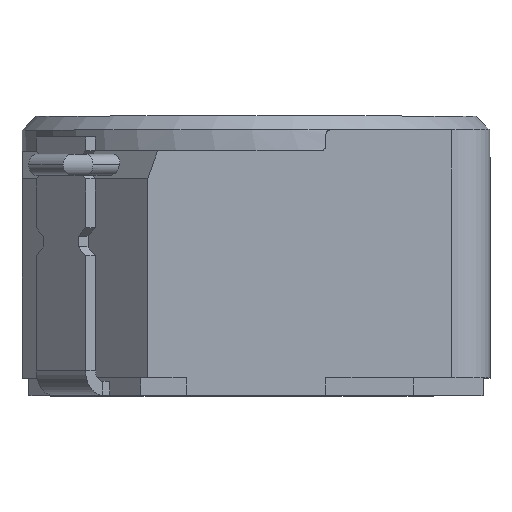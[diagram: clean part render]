
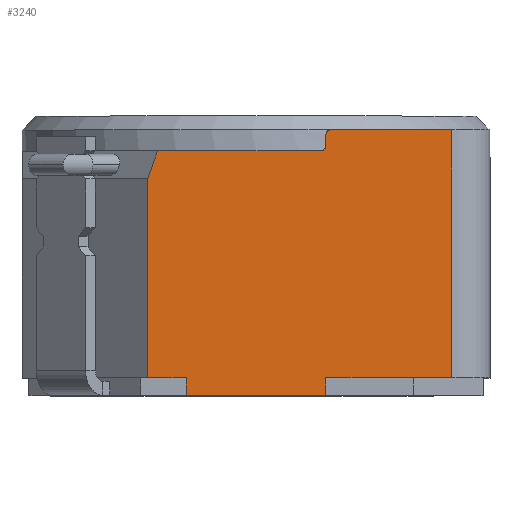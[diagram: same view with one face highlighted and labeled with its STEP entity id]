
A CAD part, top view. The second image highlights one B-rep face of the part: STEP entity #3240.
In plain terms, the highlighted planar face has unit normal (0, 0, 1).
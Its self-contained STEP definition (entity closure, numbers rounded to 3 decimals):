
#43 = VECTOR ( 'NONE', #1326, 1000. ) ;
#60 = EDGE_CURVE ( 'NONE', #1154, #4532, #1835, .T. ) ;
#191 = VERTEX_POINT ( 'NONE', #2672 ) ;
#319 = DIRECTION ( 'NONE',  ( 0., -1., 0. ) ) ;
#326 = ORIENTED_EDGE ( 'NONE', *, *, #60, .F. ) ;
#345 = CARTESIAN_POINT ( 'NONE',  ( 2.8, -9.475, 3.35 ) ) ;
#396 = DIRECTION ( 'NONE',  ( 1., 0., 0. ) ) ;
#523 = VECTOR ( 'NONE', #576, 1000. ) ;
#528 = EDGE_CURVE ( 'NONE', #4991, #4532, #1029, .T. ) ;
#535 = AXIS2_PLACEMENT_3D ( 'NONE', #1187, #1614, #4152 ) ;
#576 = DIRECTION ( 'NONE',  ( 1., 0., 0. ) ) ;
#616 = CARTESIAN_POINT ( 'NONE',  ( 0., 3.5, 3.35 ) ) ;
#617 = ORIENTED_EDGE ( 'NONE', *, *, #2911, .T. ) ;
#646 = FACE_OUTER_BOUND ( 'NONE', #4703, .T. ) ;
#697 = VECTOR ( 'NONE', #3798, 1000. ) ;
#700 = VERTEX_POINT ( 'NONE', #1160 ) ;
#703 = EDGE_CURVE ( 'NONE', #1142, #4991, #1226, .T. ) ;
#819 = VECTOR ( 'NONE', #3589, 1000. ) ;
#846 = ORIENTED_EDGE ( 'NONE', *, *, #1489, .F. ) ;
#855 = CARTESIAN_POINT ( 'NONE',  ( -5.502, -8.078, 3.35 ) ) ;
#859 = CARTESIAN_POINT ( 'NONE',  ( 1., 0.25, 3.35 ) ) ;
#880 = LINE ( 'NONE', #5128, #4581 ) ;
#903 = VERTEX_POINT ( 'NONE', #4076 ) ;
#947 = LINE ( 'NONE', #2739, #819 ) ;
#973 = CARTESIAN_POINT ( 'NONE',  ( -1.55, 3.5, 3.35 ) ) ;
#1029 = LINE ( 'NONE', #4189, #4259 ) ;
#1031 = DIRECTION ( 'NONE',  ( 0., 0., 1. ) ) ;
#1082 = VERTEX_POINT ( 'NONE', #4244 ) ;
#1087 = ORIENTED_EDGE ( 'NONE', *, *, #2621, .T. ) ;
#1102 = LINE ( 'NONE', #3718, #4605 ) ;
#1142 = VERTEX_POINT ( 'NONE', #4378 ) ;
#1154 = VERTEX_POINT ( 'NONE', #5415 ) ;
#1160 = CARTESIAN_POINT ( 'NONE',  ( 2.8, 3.8, 3.35 ) ) ;
#1187 = CARTESIAN_POINT ( 'NONE',  ( 1.075, 3.725, 3.35 ) ) ;
#1226 = LINE ( 'NONE', #4149, #2223 ) ;
#1245 = DIRECTION ( 'NONE',  ( 0., -1., 0. ) ) ;
#1273 = VECTOR ( 'NONE', #5119, 1000. ) ;
#1326 = DIRECTION ( 'NONE',  ( -1., 0., 0. ) ) ;
#1346 = VECTOR ( 'NONE', #3752, 1000. ) ;
#1460 = DIRECTION ( 'NONE',  ( 0., 0., -1. ) ) ;
#1484 = DIRECTION ( 'NONE',  ( 1., 0., 0. ) ) ;
#1489 = EDGE_CURVE ( 'NONE', #1142, #903, #880, .T. ) ;
#1511 = VERTEX_POINT ( 'NONE', #4773 ) ;
#1572 = ORIENTED_EDGE ( 'NONE', *, *, #1629, .F. ) ;
#1614 = DIRECTION ( 'NONE',  ( 0., 0., 1. ) ) ;
#1629 = EDGE_CURVE ( 'NONE', #191, #1154, #947, .T. ) ;
#1673 = VERTEX_POINT ( 'NONE', #616 ) ;
#1701 = CARTESIAN_POINT ( 'NONE',  ( 0., 3.5, 3.35 ) ) ;
#1823 = LINE ( 'NONE', #5032, #697 ) ;
#1831 = ORIENTED_EDGE ( 'NONE', *, *, #5100, .T. ) ;
#1835 = LINE ( 'NONE', #2550, #43 ) ;
#1933 = ORIENTED_EDGE ( 'NONE', *, *, #2113, .F. ) ;
#1997 = ORIENTED_EDGE ( 'NONE', *, *, #528, .T. ) ;
#2075 = ORIENTED_EDGE ( 'NONE', *, *, #703, .T. ) ;
#2113 = EDGE_CURVE ( 'NONE', #1082, #1673, #5136, .T. ) ;
#2150 = ORIENTED_EDGE ( 'NONE', *, *, #3917, .T. ) ;
#2223 = VECTOR ( 'NONE', #396, 1000. ) ;
#2272 = ORIENTED_EDGE ( 'NONE', *, *, #3612, .T. ) ;
#2322 = DIRECTION ( 'NONE',  ( 1., 0., 0. ) ) ;
#2550 = CARTESIAN_POINT ( 'NONE',  ( -1.55, 0., 3.35 ) ) ;
#2621 = EDGE_CURVE ( 'NONE', #2640, #4406, #5133, .T. ) ;
#2640 = VERTEX_POINT ( 'NONE', #3957 ) ;
#2672 = CARTESIAN_POINT ( 'NONE',  ( 1., 0.25, 3.35 ) ) ;
#2691 = AXIS2_PLACEMENT_3D ( 'NONE', #4370, #1460, #2322 ) ;
#2739 = CARTESIAN_POINT ( 'NONE',  ( 1., 0.25, 3.35 ) ) ;
#2910 = CARTESIAN_POINT ( 'NONE',  ( -1., 0., 3.35 ) ) ;
#2911 = EDGE_CURVE ( 'NONE', #1511, #2640, #1102, .T. ) ;
#2931 = LINE ( 'NONE', #859, #1346 ) ;
#2937 = LINE ( 'NONE', #1701, #1273 ) ;
#3006 = EDGE_CURVE ( 'NONE', #1082, #903, #4997, .T. ) ;
#3094 = ORIENTED_EDGE ( 'NONE', *, *, #3986, .F. ) ;
#3129 = PLANE ( 'NONE',  #3716 ) ;
#3240 = ADVANCED_FACE ( 'NONE', ( #646 ), #3129, .T. ) ;
#3522 = DIRECTION ( 'NONE',  ( 0., 1., 0. ) ) ;
#3589 = DIRECTION ( 'NONE',  ( 0., -1., 0. ) ) ;
#3612 = EDGE_CURVE ( 'NONE', #4215, #700, #5243, .T. ) ;
#3716 = AXIS2_PLACEMENT_3D ( 'NONE', #5224, #1031, #1484 ) ;
#3718 = CARTESIAN_POINT ( 'NONE',  ( 1., 3.8, 3.35 ) ) ;
#3747 = CIRCLE ( 'NONE', #535, 0.075 ) ;
#3752 = DIRECTION ( 'NONE',  ( 1., 0., 0. ) ) ;
#3798 = DIRECTION ( 'NONE',  ( 1., 0., 0. ) ) ;
#3814 = DIRECTION ( 'NONE',  ( -0.333, -0.943, 0. ) ) ;
#3886 = VECTOR ( 'NONE', #3814, 1000. ) ;
#3917 = EDGE_CURVE ( 'NONE', #4775, #1511, #3747, .T. ) ;
#3947 = CARTESIAN_POINT ( 'NONE',  ( 1.075, 3.8, 3.35 ) ) ;
#3957 = CARTESIAN_POINT ( 'NONE',  ( 1., 3.575, 3.35 ) ) ;
#3986 = EDGE_CURVE ( 'NONE', #4775, #700, #1823, .T. ) ;
#4076 = CARTESIAN_POINT ( 'NONE',  ( -1.55, 3.1, 3.35 ) ) ;
#4120 = VECTOR ( 'NONE', #4737, 1000. ) ;
#4149 = CARTESIAN_POINT ( 'NONE',  ( -1., 0.25, 3.35 ) ) ;
#4152 = DIRECTION ( 'NONE',  ( 1., 0., 0. ) ) ;
#4189 = CARTESIAN_POINT ( 'NONE',  ( -1., 0.25, 3.35 ) ) ;
#4215 = VERTEX_POINT ( 'NONE', #5279 ) ;
#4244 = CARTESIAN_POINT ( 'NONE',  ( -1.409, 3.5, 3.35 ) ) ;
#4259 = VECTOR ( 'NONE', #1245, 1000. ) ;
#4370 = CARTESIAN_POINT ( 'NONE',  ( 0.925, 3.575, 3.35 ) ) ;
#4378 = CARTESIAN_POINT ( 'NONE',  ( -1.55, 0.25, 3.35 ) ) ;
#4406 = VERTEX_POINT ( 'NONE', #4889 ) ;
#4465 = ORIENTED_EDGE ( 'NONE', *, *, #4657, .F. ) ;
#4523 = CARTESIAN_POINT ( 'NONE',  ( -1., 0.25, 3.35 ) ) ;
#4532 = VERTEX_POINT ( 'NONE', #2910 ) ;
#4581 = VECTOR ( 'NONE', #3522, 1000. ) ;
#4605 = VECTOR ( 'NONE', #319, 1000. ) ;
#4657 = EDGE_CURVE ( 'NONE', #1673, #4406, #2937, .T. ) ;
#4703 = EDGE_LOOP ( 'NONE', ( #2075, #1997, #326, #1572, #1831, #2272, #3094, #2150, #617, #1087, #4465, #1933, #5218, #846 ) ) ;
#4737 = DIRECTION ( 'NONE',  ( 0., 1., 0. ) ) ;
#4773 = CARTESIAN_POINT ( 'NONE',  ( 1., 3.725, 3.35 ) ) ;
#4775 = VERTEX_POINT ( 'NONE', #3947 ) ;
#4889 = CARTESIAN_POINT ( 'NONE',  ( 0.925, 3.5, 3.35 ) ) ;
#4991 = VERTEX_POINT ( 'NONE', #4523 ) ;
#4997 = LINE ( 'NONE', #855, #3886 ) ;
#5032 = CARTESIAN_POINT ( 'NONE',  ( 1., 3.8, 3.35 ) ) ;
#5100 = EDGE_CURVE ( 'NONE', #191, #4215, #2931, .T. ) ;
#5119 = DIRECTION ( 'NONE',  ( 1., 0., 0. ) ) ;
#5128 = CARTESIAN_POINT ( 'NONE',  ( -1.55, -9.475, 3.35 ) ) ;
#5133 = CIRCLE ( 'NONE', #2691, 0.075 ) ;
#5136 = LINE ( 'NONE', #973, #523 ) ;
#5218 = ORIENTED_EDGE ( 'NONE', *, *, #3006, .T. ) ;
#5224 = CARTESIAN_POINT ( 'NONE',  ( -1.55, -9.475, 3.35 ) ) ;
#5243 = LINE ( 'NONE', #345, #4120 ) ;
#5279 = CARTESIAN_POINT ( 'NONE',  ( 2.8, 0.25, 3.35 ) ) ;
#5415 = CARTESIAN_POINT ( 'NONE',  ( 1., 0., 3.35 ) ) ;
